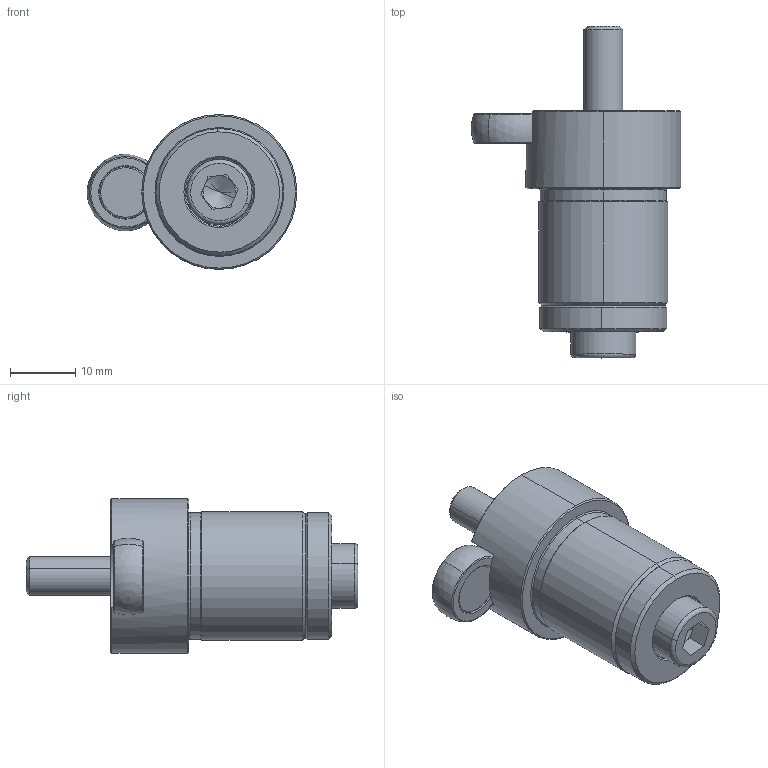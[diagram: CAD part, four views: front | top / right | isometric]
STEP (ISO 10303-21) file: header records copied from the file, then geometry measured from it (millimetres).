
FILE_DESCRIPTION (( 'STEP AP214' ), '1' );
FILE_NAME ('RF222006.STEP', '2020-05-19T07:53:33', ( '' ), ( '' ), 'SwSTEP 2.0', 'SolidWorks 2019', '' );
FILE_SCHEMA (( 'AUTOMOTIVE_DESIGN' ));
Length unit declared in the file: millimetre
Products named in the file (8): 9RF222006-2; RF222006; 3IMAN_3IMAN 8X3; 9RF222006-3; 8RF161605-4; 9RF161605-4; 1DIN912645_DIN 912 M6 x 45 --- 45C; 9RF222006-1
Assembly tree (7 placements, depth 3):
  RF222006
    9RF222006-1
    9RF222006-2
    9RF222006-3
    9RF161605-4
      8RF161605-4
      3IMAN_3IMAN 8X3
    1DIN912645_DIN 912 M6 x 45 --- 45C
Bounding box: 32.2 x 51 x 23.8 mm (x, y, z)
Volume: 12393.4 mm3; surface area: 9107.4 mm2
Topology: 6 solids, 6 shells, 177 faces, 362 edges, 204 vertices
Faces by surface type: torus 50, plane 47, cylinder 41, cone 37, sphere 2
Entity records: 4978 total; most frequent: DIRECTION 962, CARTESIAN_POINT 750, ORIENTED_EDGE 710, AXIS2_PLACEMENT_3D 421, EDGE_CURVE 355, CIRCLE 233, VERTEX_POINT 201, EDGE_LOOP 194
